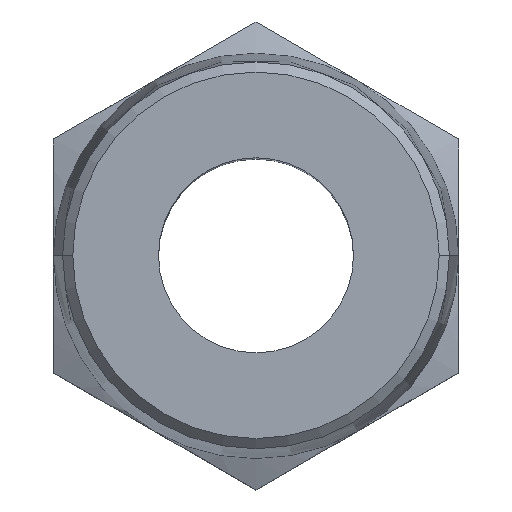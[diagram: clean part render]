
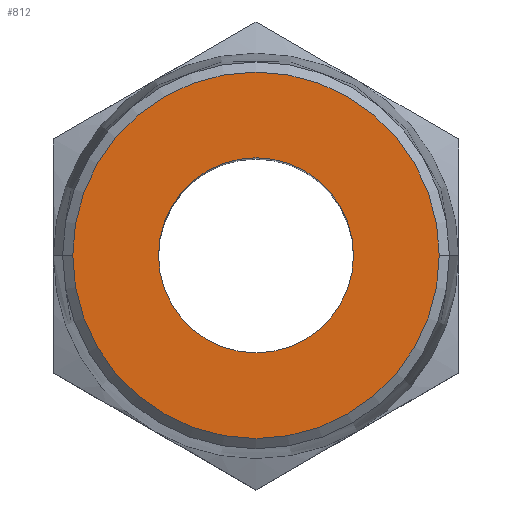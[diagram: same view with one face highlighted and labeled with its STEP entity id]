
A CAD part, top view. The second image highlights one B-rep face of the part: STEP entity #812.
In plain terms, the highlighted planar face has unit normal (0, 0, 1).
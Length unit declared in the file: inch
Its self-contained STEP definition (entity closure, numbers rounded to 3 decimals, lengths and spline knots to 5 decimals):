
#64 = CIRCLE ( 'NONE', #820, 0.25591 ) ;
#73 = DIRECTION ( 'NONE',  ( 0., 0., 1. ) ) ;
#92 = CIRCLE ( 'NONE', #134, 0.25591 ) ;
#105 = DIRECTION ( 'NONE',  ( 0., 0., 1. ) ) ;
#130 = EDGE_LOOP ( 'NONE', ( #610, #972 ) ) ;
#134 = AXIS2_PLACEMENT_3D ( 'NONE', #473, #73, #875 ) ;
#138 = PLANE ( 'NONE',  #268 ) ;
#183 = CARTESIAN_POINT ( 'NONE',  ( 0.48082, 0., 1.02362 ) ) ;
#220 = FACE_OUTER_BOUND ( 'NONE', #823, .T. ) ;
#228 = VERTEX_POINT ( 'NONE', #183 ) ;
#248 = VERTEX_POINT ( 'NONE', #778 ) ;
#249 = AXIS2_PLACEMENT_3D ( 'NONE', #294, #700, #283 ) ;
#260 = CARTESIAN_POINT ( 'NONE',  ( 0., 0., 1.02362 ) ) ;
#267 = DIRECTION ( 'NONE',  ( 1., 0., 0. ) ) ;
#268 = AXIS2_PLACEMENT_3D ( 'NONE', #451, #649, #719 ) ;
#283 = DIRECTION ( 'NONE',  ( 1., 0., 0. ) ) ;
#294 = CARTESIAN_POINT ( 'NONE',  ( 0., 0., 1.02362 ) ) ;
#374 = VERTEX_POINT ( 'NONE', #1044 ) ;
#387 = EDGE_CURVE ( 'NONE', #248, #374, #92, .T. ) ;
#451 = CARTESIAN_POINT ( 'NONE',  ( 0., 0., 1.02362 ) ) ;
#471 = EDGE_CURVE ( 'NONE', #374, #248, #64, .T. ) ;
#473 = CARTESIAN_POINT ( 'NONE',  ( 0., 0., 1.02362 ) ) ;
#592 = DIRECTION ( 'NONE',  ( 0., 0., 1. ) ) ;
#595 = VERTEX_POINT ( 'NONE', #770 ) ;
#608 = ORIENTED_EDGE ( 'NONE', *, *, #975, .T. ) ;
#610 = ORIENTED_EDGE ( 'NONE', *, *, #387, .F. ) ;
#630 = FACE_BOUND ( 'NONE', #130, .T. ) ;
#649 = DIRECTION ( 'NONE',  ( 0., 0., 1. ) ) ;
#664 = EDGE_CURVE ( 'NONE', #595, #228, #1018, .T. ) ;
#673 = DIRECTION ( 'NONE',  ( 1., 0., 0. ) ) ;
#700 = DIRECTION ( 'NONE',  ( 0., 0., 1. ) ) ;
#709 = ORIENTED_EDGE ( 'NONE', *, *, #664, .T. ) ;
#719 = DIRECTION ( 'NONE',  ( 1., 0., 0. ) ) ;
#770 = CARTESIAN_POINT ( 'NONE',  ( -0.48082, 0., 1.02362 ) ) ;
#778 = CARTESIAN_POINT ( 'NONE',  ( -0.25591, 0., 1.02362 ) ) ;
#812 = ADVANCED_FACE ( 'NONE', ( #220, #630 ), #138, .T. ) ;
#820 = AXIS2_PLACEMENT_3D ( 'NONE', #907, #592, #673 ) ;
#823 = EDGE_LOOP ( 'NONE', ( #709, #608 ) ) ;
#875 = DIRECTION ( 'NONE',  ( 1., 0., 0. ) ) ;
#897 = AXIS2_PLACEMENT_3D ( 'NONE', #260, #105, #267 ) ;
#907 = CARTESIAN_POINT ( 'NONE',  ( 0., 0., 1.02362 ) ) ;
#919 = CIRCLE ( 'NONE', #897, 0.48082 ) ;
#972 = ORIENTED_EDGE ( 'NONE', *, *, #471, .F. ) ;
#975 = EDGE_CURVE ( 'NONE', #228, #595, #919, .T. ) ;
#1018 = CIRCLE ( 'NONE', #249, 0.48082 ) ;
#1044 = CARTESIAN_POINT ( 'NONE',  ( 0.25591, 0., 1.02362 ) ) ;
